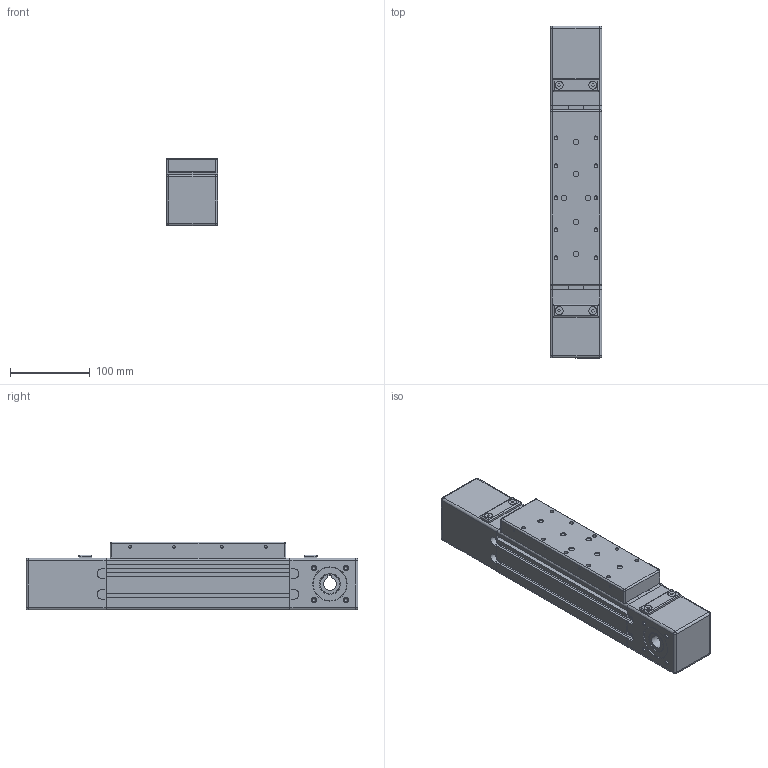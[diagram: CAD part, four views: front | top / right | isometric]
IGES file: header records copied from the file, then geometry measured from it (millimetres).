
Global section: file name: No Iges File Name specified; native system: Autodesk Inventor 2011; preprocessor: AutoDesk Inventor Iges Exporter R2011; author: Matej; date: 20110523.110654; units: millimetre
Bounding box: 65 x 415 x 85 mm (x, y, z)
Volume: 1816964.3 mm3; surface area: 253257.3 mm2
Topology: 4 solids, 9 shells, 856 faces, 2150 edges, 1294 vertices
Faces by surface type: plane 425, revolution 217, bspline 118, cylinder 60, cone 16, sphere 12, torus 8
